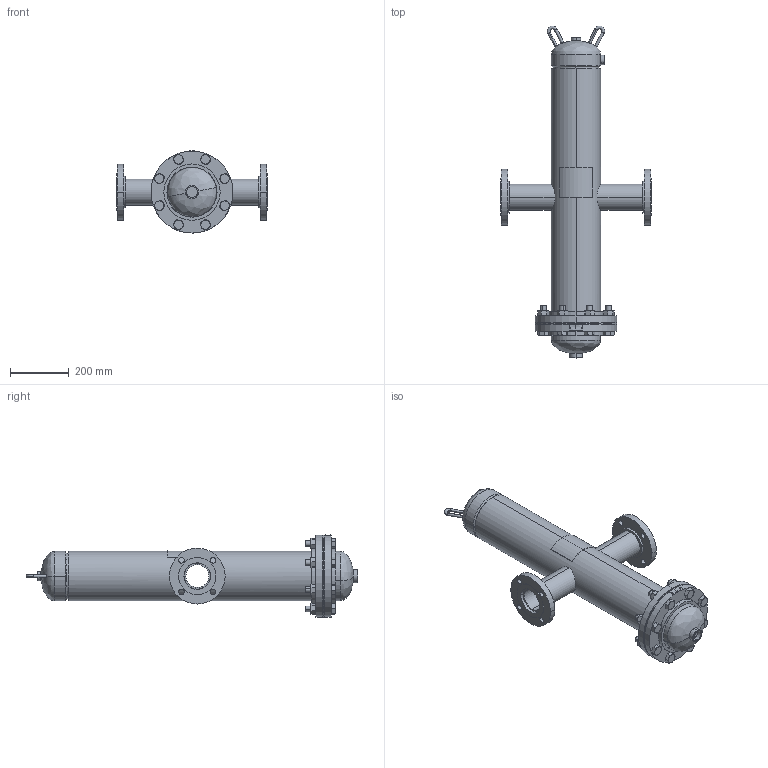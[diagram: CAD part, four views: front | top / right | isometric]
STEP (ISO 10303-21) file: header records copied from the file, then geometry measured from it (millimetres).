
FILE_DESCRIPTION (( 'STEP AP203' ), '1' );
FILE_NAME ('WVA-3HV.STEP', '2021-03-10T19:30:42', ( '' ), ( '' ), 'SwSTEP 2.0', 'SolidWorks 2021', '' );
FILE_SCHEMA (( 'CONFIG_CONTROL_DESIGN' ));
Length unit declared in the file: inch
Products named in the file (19): WVA-3HV; 9201550; 72J0767; 9500050; 9400520; PLUGS_9500150; Garlock F.F. Gaskets 150# .0625 tk_9471206; 99M3580_11; 99P0105_33.75; 9400540_tall; 9800630_HHNUT 0.7500-10-D-N; SORF FLANGES ASME B16.5_3 150# SA-105; 9500030; SORF FLANGES ASME B16.5_6 150# SA-105; 9600830_6.625" VERT; 9301080_7.5; 9800580_HHBOLT 0.7500-10x4x4-N
Assembly tree (36 placements, depth 2):
  WVA-3HV
    99P0105_33.75
    9201550
    9201550
    9500030  x2
    9500050
    9301080_7.5  x2
    SORF FLANGES ASME B16.5_3 150# SA-105  x2
    SORF FLANGES ASME B16.5_6 150# SA-105  x2
    Garlock F.F. Gaskets 150# .0625 tk_9471206
    9800580_HHBOLT 0.7500-10x4x4-N  x8
    9800630_HHNUT 0.7500-10-D-N  x8
    72J0767
    72J0767
    9400540_tall  x2
    9400520
    99M3580_11
    9600830_6.625" VERT
  PLUGS_9500150
Bounding box: 514.35 x 1132.09 x 280.12 mm (x, y, z)
Volume: 7693693.8 mm3; surface area: 1991302.4 mm2
Topology: 36 solids, 36 shells, 628 faces, 1396 edges, 856 vertices
Faces by surface type: cylinder 216, cone 200, plane 192, bspline 16, torus 4
Entity records: 11338 total; most frequent: CARTESIAN_POINT 3408, DIRECTION 1202, ORIENTED_EDGE 1048, EDGE_CURVE 524, AXIS2_PLACEMENT_3D 518, VERTEX_POINT 336, EDGE_LOOP 300, CIRCLE 270
